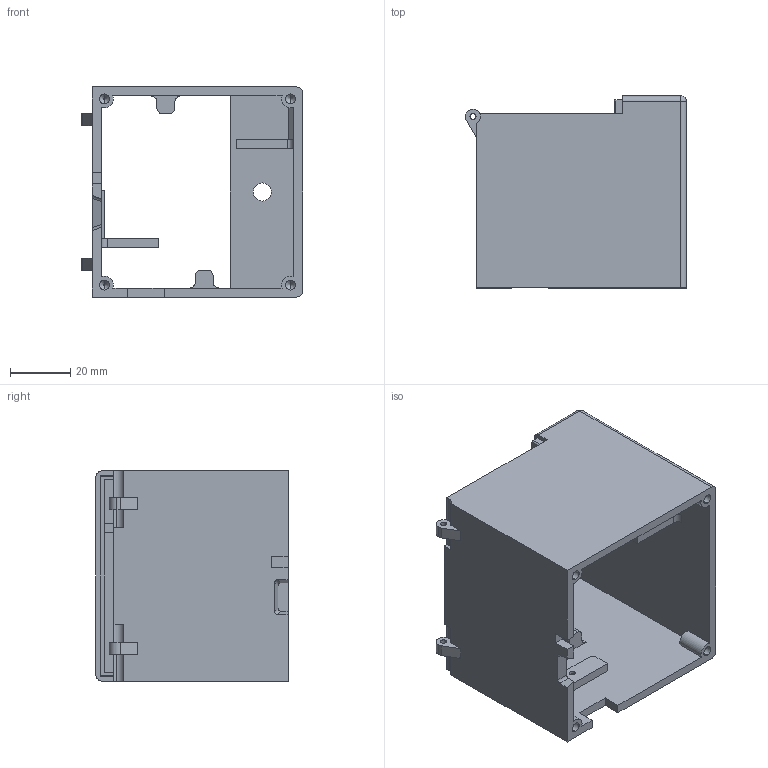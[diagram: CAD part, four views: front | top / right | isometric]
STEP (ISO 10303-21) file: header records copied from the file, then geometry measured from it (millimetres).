
FILE_DESCRIPTION (( 'STEP AP203' ), '1' );
FILE_NAME ('俋褲翋极.STEP', '2024-04-03T19:31:22', ( '' ), ( '' ), 'SwSTEP 2.0', 'SolidWorks 2023', '' );
FILE_SCHEMA (( 'CONFIG_CONTROL_DESIGN' ));
Length unit declared in the file: millimetre
Products named in the file (1): 外壳主体
Bounding box: 73.62 x 64 x 70 mm (x, y, z)
Volume: 56111.7 mm3; surface area: 39484.3 mm2
Topology: 1 solids, 1 shells, 178 faces, 486 edges, 316 vertices
Faces by surface type: plane 107, cylinder 61, cone 8, sphere 2
Entity records: 5703 total; most frequent: CARTESIAN_POINT 991, ORIENTED_EDGE 968, DIRECTION 964, EDGE_CURVE 484, VECTOR 354, LINE 354, VERTEX_POINT 316, AXIS2_PLACEMENT_3D 305
